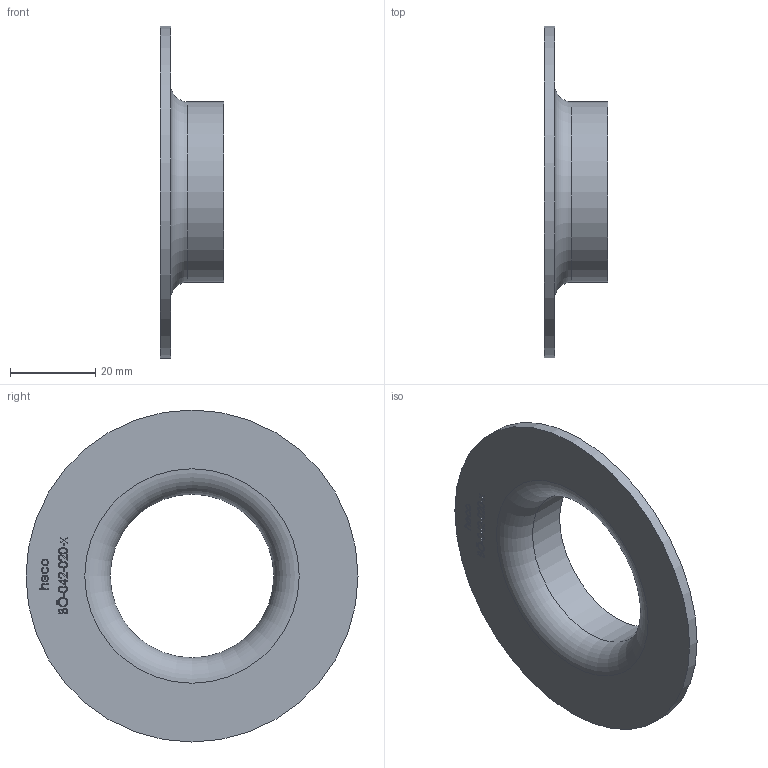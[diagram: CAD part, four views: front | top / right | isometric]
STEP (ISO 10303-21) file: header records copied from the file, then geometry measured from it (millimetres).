
FILE_DESCRIPTION (( 'STEP AP214' ), '1' );
FILE_NAME ('BÖ-042-020-x Vorschweissbördel 2012.STEP', '2020-12-02T11:13:09', ( '' ), ( '' ), 'SwSTEP 2.0', 'SolidWorks 2019', '' );
FILE_SCHEMA (( 'AUTOMOTIVE_DESIGN' ));
Length unit declared in the file: millimetre
Products named in the file (1): BÖ-042-020-x Vorschweissbördel 2012
Bounding box: 15 x 78 x 78 mm (x, y, z)
Volume: 11698.5 mm3; surface area: 10861 mm2
Topology: 1 solids, 1 shells, 205 faces, 523 edges, 348 vertices
Faces by surface type: plane 101, bspline 99, cylinder 3, torus 2
Full cylindrical faces by diameter (mm): 38.4 x1, 42.4 x1, 78 x1
Entity records: 14188 total; most frequent: CARTESIAN_POINT 7803, ORIENTED_EDGE 1036, DIRECTION 542, EDGE_CURVE 518, VERTEX_POINT 348, LINE 312, VECTOR 312, EDGE_LOOP 240
